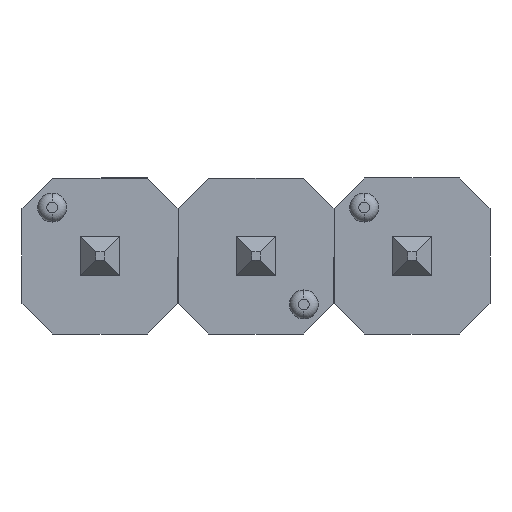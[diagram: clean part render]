
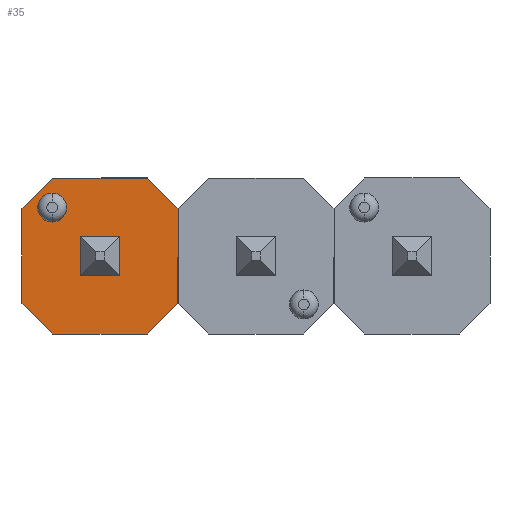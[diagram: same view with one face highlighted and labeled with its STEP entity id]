
A CAD part, front view. The second image highlights one B-rep face of the part: STEP entity #35.
In plain terms, the highlighted planar face has unit normal (0, -1, 0).
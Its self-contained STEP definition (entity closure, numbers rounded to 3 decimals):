
#5 = VERTEX_POINT ( 'NONE', #535 ) ;
#22 = EDGE_CURVE ( 'NONE', #5, #492, #938, .T. ) ;
#35 = ADVANCED_FACE ( 'NONE', ( #170, #574 ), #738, .F. ) ;
#42 = LINE ( 'NONE', #370, #846 ) ;
#64 = VERTEX_POINT ( 'NONE', #895 ) ;
#71 = LINE ( 'NONE', #147, #258 ) ;
#87 = DIRECTION ( 'NONE',  ( 0., 0., 1. ) ) ;
#93 = DIRECTION ( 'NONE',  ( 0., 1., 0. ) ) ;
#97 = CARTESIAN_POINT ( 'NONE',  ( -0.78, 0., 0.789 ) ) ;
#99 = VECTOR ( 'NONE', #679, 1000. ) ;
#105 = VERTEX_POINT ( 'NONE', #131 ) ;
#131 = CARTESIAN_POINT ( 'NONE',  ( 1.27, 0., -0.77 ) ) ;
#132 = ORIENTED_EDGE ( 'NONE', *, *, #236, .T. ) ;
#133 = EDGE_CURVE ( 'NONE', #318, #395, #933, .T. ) ;
#135 = CARTESIAN_POINT ( 'NONE',  ( 1.27, 0., -1.27 ) ) ;
#147 = CARTESIAN_POINT ( 'NONE',  ( 0.77, 0., -1.27 ) ) ;
#153 = VERTEX_POINT ( 'NONE', #775 ) ;
#159 = EDGE_CURVE ( 'NONE', #903, #64, #917, .T. ) ;
#170 = FACE_BOUND ( 'NONE', #674, .T. ) ;
#192 = EDGE_CURVE ( 'NONE', #447, #105, #71, .T. ) ;
#210 = CIRCLE ( 'NONE', #912, 0.236 ) ;
#217 = CARTESIAN_POINT ( 'NONE',  ( -0.78, 0., 0.554 ) ) ;
#234 = VECTOR ( 'NONE', #507, 1000. ) ;
#236 = EDGE_CURVE ( 'NONE', #153, #492, #667, .T. ) ;
#237 = DIRECTION ( 'NONE',  ( 0., 1., 0. ) ) ;
#251 = EDGE_CURVE ( 'NONE', #5, #388, #480, .T. ) ;
#258 = VECTOR ( 'NONE', #731, 1000. ) ;
#318 = VERTEX_POINT ( 'NONE', #217 ) ;
#319 = AXIS2_PLACEMENT_3D ( 'NONE', #639, #652, #955 ) ;
#323 = CARTESIAN_POINT ( 'NONE',  ( 0., 0., 0. ) ) ;
#342 = CARTESIAN_POINT ( 'NONE',  ( -1.27, 0., 1.27 ) ) ;
#370 = CARTESIAN_POINT ( 'NONE',  ( -1.27, 0., -1.27 ) ) ;
#388 = VERTEX_POINT ( 'NONE', #569 ) ;
#395 = VERTEX_POINT ( 'NONE', #567 ) ;
#445 = DIRECTION ( 'NONE',  ( 1., 0., 0. ) ) ;
#447 = VERTEX_POINT ( 'NONE', #740 ) ;
#467 = CARTESIAN_POINT ( 'NONE',  ( -0.77, 0., 1.27 ) ) ;
#478 = DIRECTION ( 'NONE',  ( -0.707, 0., -0.707 ) ) ;
#480 = LINE ( 'NONE', #467, #830 ) ;
#481 = ORIENTED_EDGE ( 'NONE', *, *, #192, .T. ) ;
#487 = ORIENTED_EDGE ( 'NONE', *, *, #966, .F. ) ;
#492 = VERTEX_POINT ( 'NONE', #631 ) ;
#507 = DIRECTION ( 'NONE',  ( -0.707, 0., 0.707 ) ) ;
#525 = CARTESIAN_POINT ( 'NONE',  ( 1.27, 0., 0.77 ) ) ;
#530 = VECTOR ( 'NONE', #546, 1000. ) ;
#535 = CARTESIAN_POINT ( 'NONE',  ( -0.77, 0., 1.27 ) ) ;
#546 = DIRECTION ( 'NONE',  ( 0.707, 0., -0.707 ) ) ;
#563 = EDGE_CURVE ( 'NONE', #395, #318, #210, .T. ) ;
#567 = CARTESIAN_POINT ( 'NONE',  ( -0.78, 0., 1.025 ) ) ;
#569 = CARTESIAN_POINT ( 'NONE',  ( -1.27, 0., 0.77 ) ) ;
#574 = FACE_OUTER_BOUND ( 'NONE', #827, .T. ) ;
#587 = CARTESIAN_POINT ( 'NONE',  ( -1.27, 0., -0.77 ) ) ;
#631 = CARTESIAN_POINT ( 'NONE',  ( 0.77, 0., 1.27 ) ) ;
#636 = AXIS2_PLACEMENT_3D ( 'NONE', #323, #237, #807 ) ;
#639 = CARTESIAN_POINT ( 'NONE',  ( -0.78, 0., 0.789 ) ) ;
#652 = DIRECTION ( 'NONE',  ( 0., 1., 0. ) ) ;
#654 = ORIENTED_EDGE ( 'NONE', *, *, #133, .T. ) ;
#667 = LINE ( 'NONE', #525, #234 ) ;
#674 = EDGE_LOOP ( 'NONE', ( #654, #976 ) ) ;
#679 = DIRECTION ( 'NONE',  ( 0., 0., 1. ) ) ;
#686 = ORIENTED_EDGE ( 'NONE', *, *, #22, .F. ) ;
#692 = DIRECTION ( 'NONE',  ( 0., 0., -1. ) ) ;
#731 = DIRECTION ( 'NONE',  ( 0.707, 0., 0.707 ) ) ;
#738 = PLANE ( 'NONE',  #636 ) ;
#740 = CARTESIAN_POINT ( 'NONE',  ( 0.77, 0., -1.27 ) ) ;
#761 = VECTOR ( 'NONE', #445, 1000. ) ;
#775 = CARTESIAN_POINT ( 'NONE',  ( 1.27, 0., 0.77 ) ) ;
#802 = EDGE_CURVE ( 'NONE', #903, #388, #874, .T. ) ;
#807 = DIRECTION ( 'NONE',  ( 0., 0., 1. ) ) ;
#816 = ORIENTED_EDGE ( 'NONE', *, *, #251, .T. ) ;
#827 = EDGE_LOOP ( 'NONE', ( #987, #990, #487, #481, #881, #132, #686, #816 ) ) ;
#830 = VECTOR ( 'NONE', #478, 1000. ) ;
#831 = DIRECTION ( 'NONE',  ( -1., 0., 0. ) ) ;
#846 = VECTOR ( 'NONE', #831, 1000. ) ;
#868 = LINE ( 'NONE', #135, #908 ) ;
#874 = LINE ( 'NONE', #956, #99 ) ;
#881 = ORIENTED_EDGE ( 'NONE', *, *, #945, .F. ) ;
#895 = CARTESIAN_POINT ( 'NONE',  ( -0.77, 0., -1.27 ) ) ;
#903 = VERTEX_POINT ( 'NONE', #587 ) ;
#908 = VECTOR ( 'NONE', #692, 1000. ) ;
#912 = AXIS2_PLACEMENT_3D ( 'NONE', #97, #93, #87 ) ;
#917 = LINE ( 'NONE', #963, #530 ) ;
#933 = CIRCLE ( 'NONE', #319, 0.236 ) ;
#938 = LINE ( 'NONE', #342, #761 ) ;
#945 = EDGE_CURVE ( 'NONE', #153, #105, #868, .T. ) ;
#955 = DIRECTION ( 'NONE',  ( 0., 0., 1. ) ) ;
#956 = CARTESIAN_POINT ( 'NONE',  ( -1.27, 0., -1.27 ) ) ;
#963 = CARTESIAN_POINT ( 'NONE',  ( -1.27, 0., -0.77 ) ) ;
#966 = EDGE_CURVE ( 'NONE', #447, #64, #42, .T. ) ;
#976 = ORIENTED_EDGE ( 'NONE', *, *, #563, .T. ) ;
#987 = ORIENTED_EDGE ( 'NONE', *, *, #802, .F. ) ;
#990 = ORIENTED_EDGE ( 'NONE', *, *, #159, .T. ) ;
